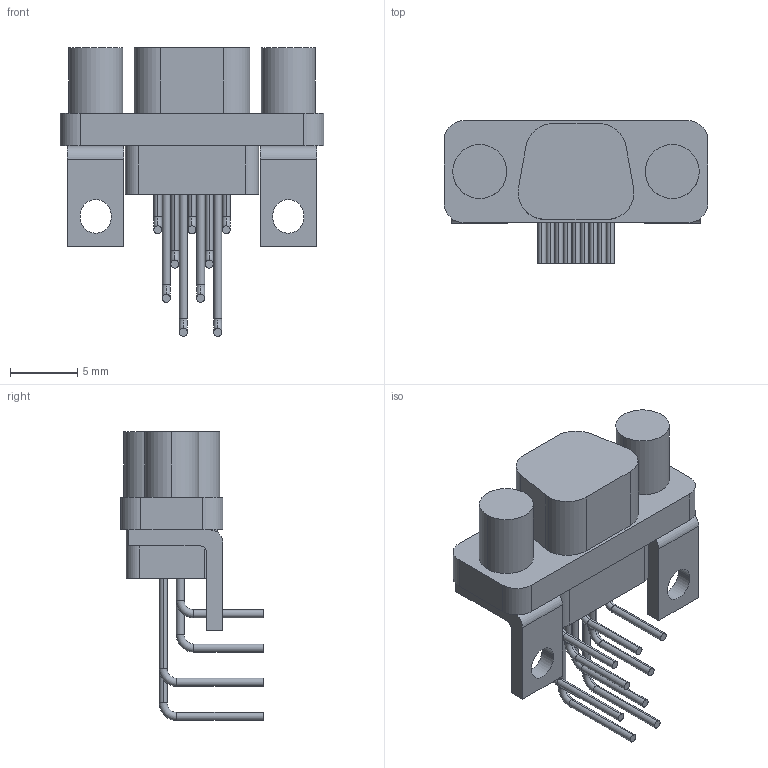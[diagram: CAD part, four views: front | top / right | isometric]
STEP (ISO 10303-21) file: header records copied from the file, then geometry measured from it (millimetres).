
FILE_DESCRIPTION (( 'STEP AP214' ), '1' );
FILE_NAME ('J30J-9ZKW.STEP', '2023-09-15T07:15:35', ( '' ), ( '' ), 'SwSTEP 2.0', 'SolidWorks 2020', '' );
FILE_SCHEMA (( 'AUTOMOTIVE_DESIGN' ));
Length unit declared in the file: millimetre
Products named in the file (1): J30J-9ZKW
Bounding box: 19.6 x 10.6 x 21.46 mm (x, y, z)
Volume: 1093.7 mm3; surface area: 1277.7 mm2
Topology: 1 solids, 3 shells, 132 faces, 305 edges, 194 vertices
Faces by surface type: cylinder 65, plane 49, torus 18
Entity records: 4512 total; most frequent: DIRECTION 727, CARTESIAN_POINT 632, ORIENTED_EDGE 610, EDGE_CURVE 305, AXIS2_PLACEMENT_3D 289, VERTEX_POINT 194, CIRCLE 156, EDGE_LOOP 151
